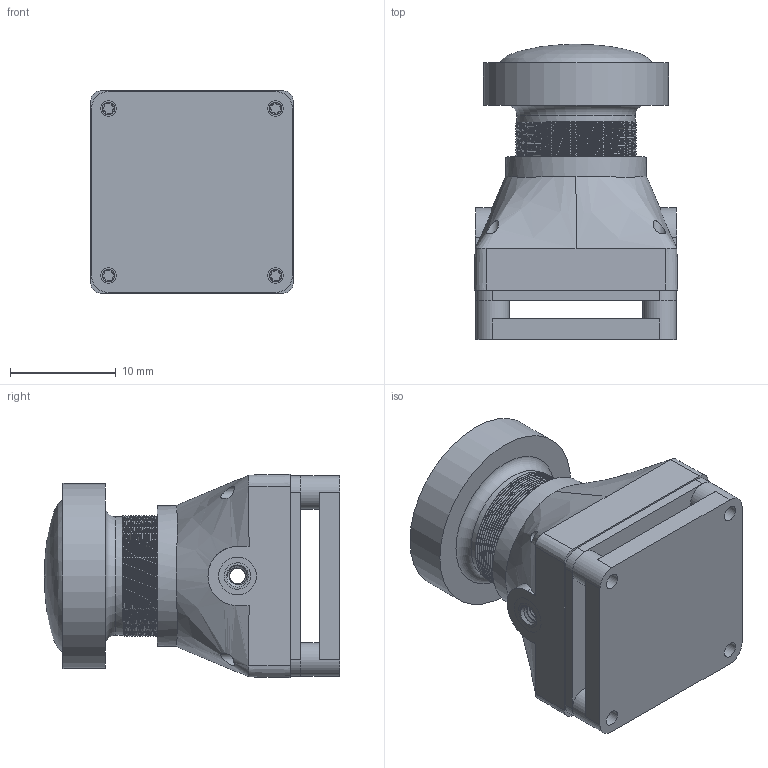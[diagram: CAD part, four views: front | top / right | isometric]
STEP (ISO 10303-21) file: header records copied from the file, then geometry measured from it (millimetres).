
FILE_DESCRIPTION (( 'STEP AP214' ), '1' );
FILE_NAME ('ModalAi FPV Cam Assembly.STEP', '2025-09-09T17:29:50', ( '' ), ( '' ), 'SwSTEP 2.0', 'SolidWorks 2023', '' );
FILE_SCHEMA (( 'AUTOMOTIVE_DESIGN' ));
Length unit declared in the file: millimetre
Products named in the file (7): FPV Cam Lens Housing; ModalAi FPV Cam Assembly; Foxeer Back Housing; M2 Threaded Insert_94180A307; ModalAI FPV Cam R2; 00 Thread Forming 3-16_96001A056; Cam Lense
Assembly tree (10 placements, depth 2):
  ModalAi FPV Cam Assembly
    ModalAI FPV Cam R2
    Cam Lense
    M2 Threaded Insert_94180A307  x2
    FPV Cam Lens Housing
    00 Thread Forming 3-16_96001A056  x4
    Foxeer Back Housing
Bounding box: 19.22 x 27.9 x 19.22 mm (x, y, z)
Volume: 4368.4 mm3; surface area: 5307.1 mm2
Topology: 11 solids, 11 shells, 933 faces, 2453 edges, 1605 vertices
Faces by surface type: bspline 414, cylinder 306, plane 103, cone 101, torus 9
Full cylindrical faces by diameter (mm): 1.2 x4, 1.5 x4, 1.6 x4, 2.286 x4, 2.5 x2, 2.79 x4, 3.2 x4, 3.417 x2, 3.58 x2, 6 x1, 9.2 x1, 11.2 x24, 11.5 x1, 17.5 x1
Entity records: 21636 total; most frequent: CARTESIAN_POINT 13155, ORIENTED_EDGE 2112, EDGE_CURVE 1056, DIRECTION 1007, VERTEX_POINT 712, EDGE_LOOP 532, FACE_OUTER_BOUND 460, ADVANCED_FACE 429
